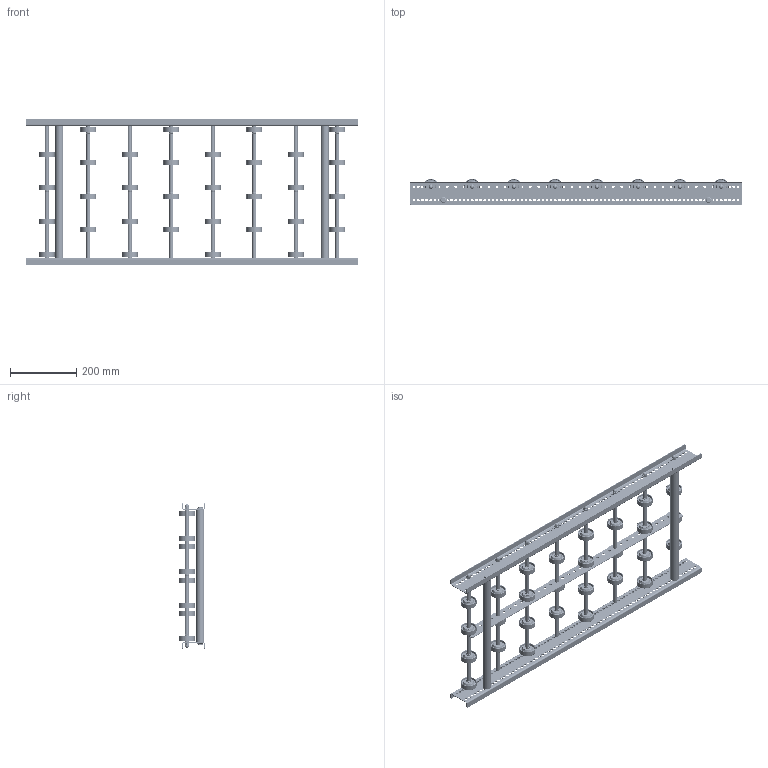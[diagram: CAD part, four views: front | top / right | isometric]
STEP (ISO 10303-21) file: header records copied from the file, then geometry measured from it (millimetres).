
FILE_DESCRIPTION (( 'STEP AP214' ), '1' );
FILE_NAME ('0052324.step', '2021-10-26T13:13:13', ( '' ), ( '' ), 'SwSTEP 2.0', 'SolidWorks 2020', '' );
FILE_SCHEMA (( 'AUTOMOTIVE_DESIGN' ));
Length unit declared in the file: millimetre
Products named in the file (10): Traversen_KFG_L400; 0011532_2300-48-8; S100100_Längstraverse-42x2,5_L„ngstraverse-RB-L899; 0046278_KB-ROHR-12X1,75mm_KFG_L75,5; Röllchenachse-für-Konfiguration_EL400; 0052324; S100994_Sperrzahnschraube_M08x16-8.8-A2K; S106837_Gewindestange-M8-KFG_L420; Hutmutter_DIN_1587_M8; Profil_LRB-20x70x20x2_KFG_S100200_U-PROFIL-20-70-20-2-LRB-L=1000
Assembly tree (42 placements, depth 3):
  0052324
    Profil_LRB-20x70x20x2_KFG_S100200_U-PROFIL-20-70-20-2-LRB-L=1000  x2
    S100994_Sperrzahnschraube_M08x16-8.8-A2K  x4
    Traversen_KFG_L400  x2
    Röllchenachse-für-Konfiguration_EL400  x8
      S106837_Gewindestange-M8-KFG_L420
      0011532_2300-48-8
      0046278_KB-ROHR-12X1,75mm_KFG_L75,5
    S100100_Längstraverse-42x2,5_L„ngstraverse-RB-L899
    Hutmutter_DIN_1587_M8  x16
Bounding box: 1000 x 78.97 x 440 mm (x, y, z)
Volume: 1503071 mm3; surface area: 1184640.4 mm2
Topology: 101 solids, 101 shells, 3906 faces, 8672 edges, 5240 vertices
Faces by surface type: cylinder 1548, torus 1040, plane 686, cone 616, bspline 16
Entity records: 21262 total; most frequent: DIRECTION 3829, CARTESIAN_POINT 3712, ORIENTED_EDGE 3216, AXIS2_PLACEMENT_3D 1655, EDGE_CURVE 1608, VERTEX_POINT 1042, EDGE_LOOP 1012, CIRCLE 1009
